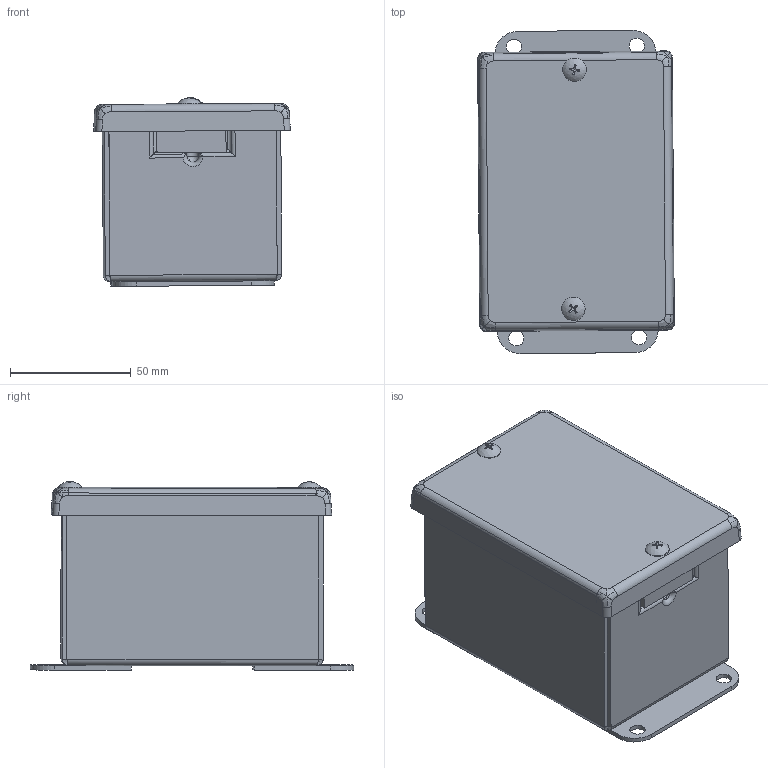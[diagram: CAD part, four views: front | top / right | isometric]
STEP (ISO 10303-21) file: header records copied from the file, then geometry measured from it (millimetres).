
FILE_DESCRIPTION(/* description */ (''),/* implementation_level */ '2;1');
FILE_NAME(/* name */ 'JIC0403025.stp',/* time_stamp */ '2014-02-24T09:59:54-06:00',/* author */ ('mraetz'),/* organization */ (''),/* preprocessor_version */ 'ST-DEVELOPER v15.2',/* originating_system */ 'Autodesk Inventor 2014',/* authorisation */ '');
FILE_SCHEMA (('AUTOMOTIVE_DESIGN { 1 0 10303 214 3 1 1 }'));
Length unit declared in the file: inch
Products named in the file (7): BR4X3P; 31643; JIC4325P; 31811; 372177; 348115; JIC0403025
Bounding box: 81.39 x 133.72 x 78.05 mm (x, y, z)
Volume: 116867.8 mm3; surface area: 114976.4 mm2
Topology: 9 solids, 9 shells, 315 faces, 800 edges, 504 vertices
Faces by surface type: plane 117, cylinder 92, bspline 62, cone 20, torus 18, sphere 6
Full cylindrical faces by diameter (mm): 4.166 x2, 5.556 x2, 6.35 x4, 9.754 x2
Entity records: 12102 total; most frequent: CARTESIAN_POINT 5654, ORIENTED_EDGE 1354, DIRECTION 1166, EDGE_CURVE 677, AXIS2_PLACEMENT_3D 437, VERTEX_POINT 427, LINE 292, VECTOR 292
